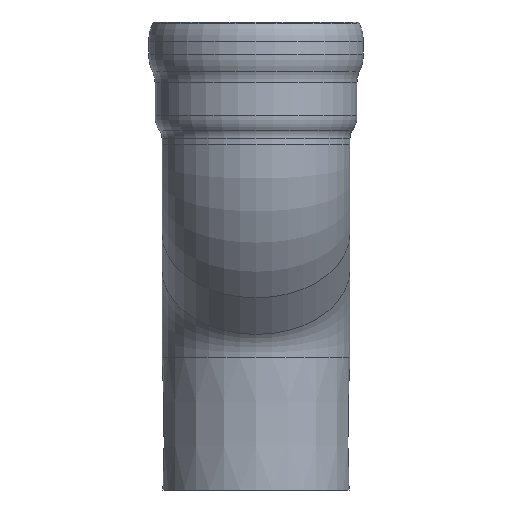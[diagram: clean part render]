
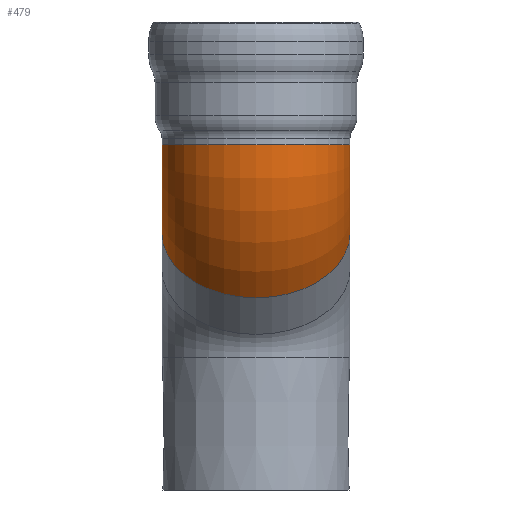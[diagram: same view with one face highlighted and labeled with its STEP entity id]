
A CAD part, left-side view. The second image highlights one B-rep face of the part: STEP entity #479.
In plain terms, the highlighted toroidal (fillet/blend) face has major radius 900 mm and minor radius 665 mm.
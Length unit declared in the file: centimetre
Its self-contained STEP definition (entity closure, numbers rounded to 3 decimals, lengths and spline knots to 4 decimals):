
#39=TOROIDAL_SURFACE('',#564,90.,66.5);
#67=FACE_OUTER_BOUND('',#98,.T.);
#98=EDGE_LOOP('',(#432,#433,#434,#435,#436));
#168=CIRCLE('',#544,66.5);
#181=CIRCLE('',#565,23.5);
#182=CIRCLE('',#566,66.5);
#183=CIRCLE('',#567,66.5);
#217=VERTEX_POINT('',#862);
#228=VERTEX_POINT('',#899);
#229=VERTEX_POINT('',#901);
#279=EDGE_CURVE('',#217,#217,#168,.T.);
#297=EDGE_CURVE('',#217,#228,#181,.T.);
#298=EDGE_CURVE('',#228,#229,#182,.T.);
#299=EDGE_CURVE('',#229,#228,#183,.T.);
#432=ORIENTED_EDGE('',*,*,#279,.F.);
#433=ORIENTED_EDGE('',*,*,#297,.T.);
#434=ORIENTED_EDGE('',*,*,#298,.T.);
#435=ORIENTED_EDGE('',*,*,#299,.T.);
#436=ORIENTED_EDGE('',*,*,#297,.F.);
#479=ADVANCED_FACE('',(#67),#39,.T.);
#544=AXIS2_PLACEMENT_3D('',#863,#701,#702);
#564=AXIS2_PLACEMENT_3D('',#898,#746,#747);
#565=AXIS2_PLACEMENT_3D('',#900,#748,#749);
#566=AXIS2_PLACEMENT_3D('',#902,#750,#751);
#567=AXIS2_PLACEMENT_3D('',#903,#752,#753);
#701=DIRECTION('center_axis',(0.,0.,
1.));
#702=DIRECTION('ref_axis',(1.,0.,0.));
#746=DIRECTION('center_axis',(0.,1.,0.));
#747=DIRECTION('ref_axis',(-1.,0.,0.));
#748=DIRECTION('center_axis',(0.,-1.,0.));
#749=DIRECTION('ref_axis',(-1.,0.,0.));
#750=DIRECTION('center_axis',(-0.692,0.,0.722));
#751=DIRECTION('ref_axis',(0.722,0.,0.692));
#752=DIRECTION('center_axis',(-0.692,0.,0.722));
#753=DIRECTION('ref_axis',(0.722,0.,0.692));
#862=CARTESIAN_POINT('',(-8.5,0.,244.4411));
#863=CARTESIAN_POINT('Origin',(-75.,0.,244.4411));
#898=CARTESIAN_POINT('Origin',(15.,0.,244.4411));
#899=CARTESIAN_POINT('',(-1.9558,0.,228.1699));
#900=CARTESIAN_POINT('Origin',(15.,0.,244.4411));
#901=CARTESIAN_POINT('',(-97.9185,0.,136.0821));
#902=CARTESIAN_POINT('Origin',(-49.9371,0.,182.126));
#903=CARTESIAN_POINT('Origin',(-49.9371,0.,182.126));
